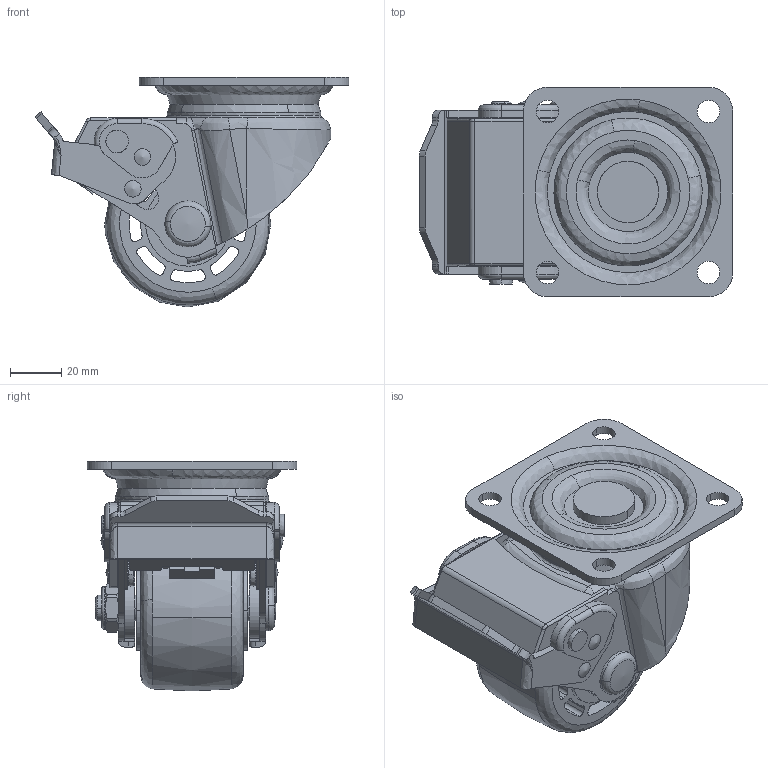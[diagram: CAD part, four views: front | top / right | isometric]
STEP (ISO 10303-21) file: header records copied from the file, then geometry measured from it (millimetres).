
FILE_DESCRIPTION((''),'2;1');
FILE_NAME('','2005-12-15T17:36:30',(''),(''),'','CADfix','');
FILE_SCHEMA(('AUTOMOTIVE_DESIGN'));
Length unit declared in the file: millimetre
Products named in the file (7): lever; main shaft; wheel; mounting plate; body; axle; No_545S_BAU65_1370_36
Assembly tree (6 placements, depth 2):
  No_545S_BAU65_1370_36
    lever
    main shaft
    wheel
    mounting plate
    body
    axle
Bounding box: 122.73 x 82 x 90 mm (x, y, z)
Volume: 242033.8 mm3; surface area: 94828.6 mm2
Topology: 6 solids, 6 shells, 526 faces, 1561 edges, 1063 vertices
Faces by surface type: bspline 526
Entity records: 21247 total; most frequent: CARTESIAN_POINT 12637, ORIENTED_EDGE 3118, EDGE_CURVE 1559, VERTEX_POINT 1063, QUASI_UNIFORM_CURVE 651, EDGE_LOOP 600, FACE_OUTER_BOUND 526, ADVANCED_FACE 526
